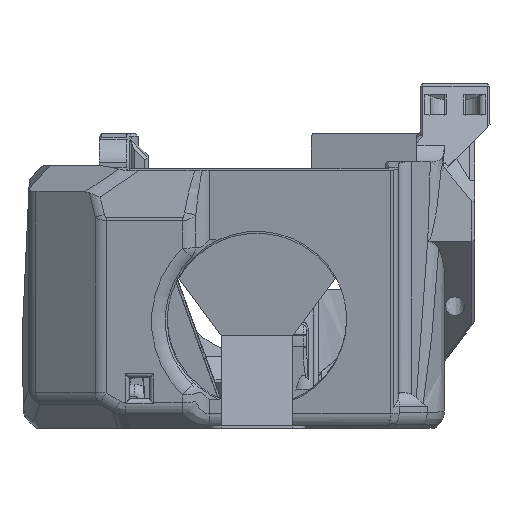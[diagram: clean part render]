
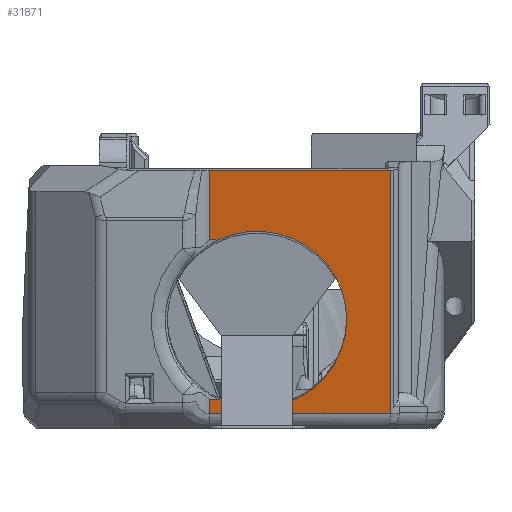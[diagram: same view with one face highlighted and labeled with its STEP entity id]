
A CAD part, left-side view. The second image highlights one B-rep face of the part: STEP entity #31871.
In plain terms, the highlighted planar face has unit normal (-0.985, 0, -0.174).
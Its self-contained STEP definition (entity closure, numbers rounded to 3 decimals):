
#1311=B_SPLINE_CURVE_WITH_KNOTS('',3,(#54323,#54324,#54325,#54326),
 .UNSPECIFIED.,.F.,.F.,(4,4),(0.,0.001),.UNSPECIFIED.);
#1320=B_SPLINE_CURVE_WITH_KNOTS('',3,(#54480,#54481,#54482,#54483),
 .UNSPECIFIED.,.F.,.F.,(4,4),(0.,0.001),.UNSPECIFIED.);
#2145=CIRCLE('',#34461,14.);
#7808=ORIENTED_EDGE('',*,*,#15369,.T.);
#7809=ORIENTED_EDGE('',*,*,#15436,.T.);
#7810=ORIENTED_EDGE('',*,*,#15431,.F.);
#7811=ORIENTED_EDGE('',*,*,#15437,.F.);
#7812=ORIENTED_EDGE('',*,*,#15438,.T.);
#7813=ORIENTED_EDGE('',*,*,#15439,.T.);
#7814=ORIENTED_EDGE('',*,*,#15440,.T.);
#7815=ORIENTED_EDGE('',*,*,#15372,.T.);
#7816=ORIENTED_EDGE('',*,*,#15370,.T.);
#15369=EDGE_CURVE('',#19319,#19390,#22140,.T.);
#15370=EDGE_CURVE('',#19391,#19319,#22141,.F.);
#15372=EDGE_CURVE('',#19392,#19391,#1311,.T.);
#15431=EDGE_CURVE('',#19432,#19433,#22184,.F.);
#15436=EDGE_CURVE('',#19390,#19433,#22186,.T.);
#15437=EDGE_CURVE('',#19436,#19432,#22187,.T.);
#15438=EDGE_CURVE('',#19436,#19437,#22188,.F.);
#15439=EDGE_CURVE('',#19437,#19438,#1320,.F.);
#15440=EDGE_CURVE('',#19438,#19392,#2145,.T.);
#19319=VERTEX_POINT('',#54042);
#19390=VERTEX_POINT('',#54290);
#19391=VERTEX_POINT('',#54294);
#19392=VERTEX_POINT('',#54327);
#19432=VERTEX_POINT('',#54463);
#19433=VERTEX_POINT('',#54464);
#19436=VERTEX_POINT('',#54477);
#19437=VERTEX_POINT('',#54479);
#19438=VERTEX_POINT('',#54484);
#22140=LINE('',#54291,#25002);
#22141=LINE('',#54293,#25003);
#22184=LINE('',#54462,#25046);
#22186=LINE('',#54475,#25048);
#22187=LINE('',#54476,#25049);
#22188=LINE('',#54478,#25050);
#25002=VECTOR('',#40295,1000.);
#25003=VECTOR('',#40298,1000.);
#25046=VECTOR('',#40387,1000.);
#25048=VECTOR('',#40395,1000.);
#25049=VECTOR('',#40396,1000.);
#25050=VECTOR('',#40397,1000.);
#27000=EDGE_LOOP('',(#7808,#7809,#7810,#7811,#7812,#7813,#7814,#7815,#7816));
#28952=FACE_BOUND('',#27000,.T.);
#30512=PLANE('',#34460);
#31871=ADVANCED_FACE('',(#28952),#30512,.F.);
#34460=AXIS2_PLACEMENT_3D('',#54474,#40393,#40394);
#34461=AXIS2_PLACEMENT_3D('',#54485,#40398,#40399);
#40295=DIRECTION('',(0.,-1.,0.));
#40298=DIRECTION('',(-0.174,0.,0.985));
#40387=DIRECTION('',(-0.174,0.,0.985));
#40393=DIRECTION('',(0.985,0.,0.174));
#40394=DIRECTION('',(-0.174,0.,0.985));
#40395=DIRECTION('',(0.,-1.,0.));
#40396=DIRECTION('',(0.,-1.,0.));
#40397=DIRECTION('',(-0.174,0.,0.985));
#40398=DIRECTION('',(0.985,0.,0.174));
#40399=DIRECTION('',(-0.174,0.,0.985));
#54042=CARTESIAN_POINT('',(-27.864,12.27,2.262));
#54290=CARTESIAN_POINT('',(-27.864,-15.96,2.262));
#54291=CARTESIAN_POINT('',(-27.864,-14.655,2.262));
#54293=CARTESIAN_POINT('',(-31.185,12.27,21.099));
#54294=CARTESIAN_POINT('',(-28.255,12.27,4.482));
#54323=CARTESIAN_POINT('',(-28.27,10.952,4.562));
#54324=CARTESIAN_POINT('',(-28.27,11.393,4.564));
#54325=CARTESIAN_POINT('',(-28.265,11.833,4.537));
#54326=CARTESIAN_POINT('',(-28.255,12.27,4.482));
#54327=CARTESIAN_POINT('',(-28.27,10.952,4.562));
#54462=CARTESIAN_POINT('',(-7.663,-16.002,-112.301));
#54463=CARTESIAN_POINT('',(-34.572,-16.002,40.304));
#54464=CARTESIAN_POINT('',(-27.864,-16.002,2.262));
#54474=CARTESIAN_POINT('',(-31.185,24.853,21.099));
#54475=CARTESIAN_POINT('',(-27.864,-14.655,2.262));
#54476=CARTESIAN_POINT('',(-34.572,24.853,40.304));
#54477=CARTESIAN_POINT('',(-34.572,12.27,40.304));
#54478=CARTESIAN_POINT('',(-31.185,12.27,21.099));
#54479=CARTESIAN_POINT('',(-32.66,12.27,29.463));
#54480=CARTESIAN_POINT('',(-32.646,10.952,29.383));
#54481=CARTESIAN_POINT('',(-32.646,11.393,29.381));
#54482=CARTESIAN_POINT('',(-32.651,11.833,29.409));
#54483=CARTESIAN_POINT('',(-32.66,12.27,29.463));
#54484=CARTESIAN_POINT('',(-32.646,10.952,29.383));
#54485=CARTESIAN_POINT('',(-30.458,4.853,16.973));
